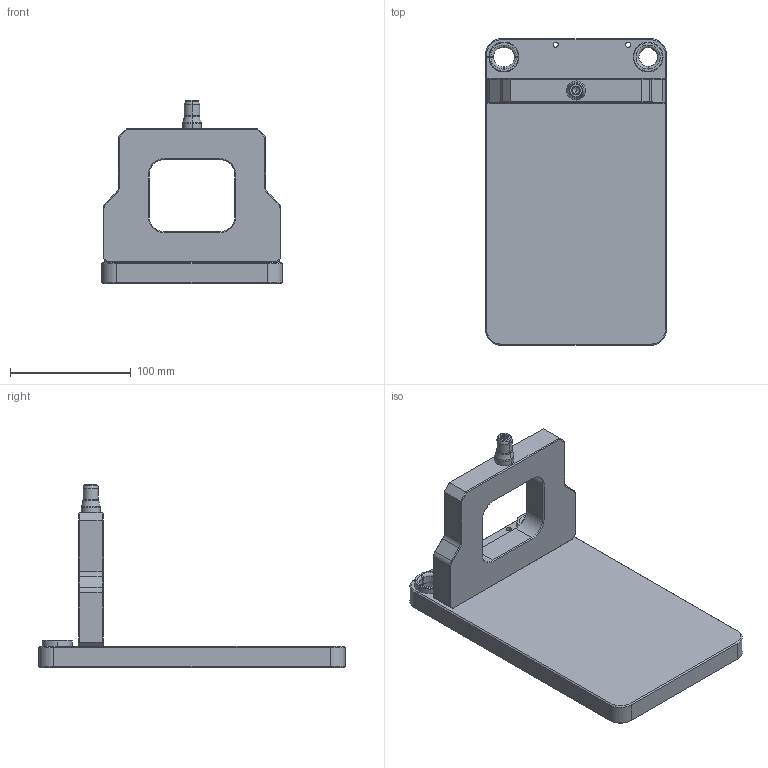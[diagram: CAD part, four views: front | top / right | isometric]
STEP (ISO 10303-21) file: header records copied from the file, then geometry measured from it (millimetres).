
FILE_DESCRIPTION (( 'STEP AP214' ), '1' );
FILE_NAME ('ATI-9120-TSM-HBB-9223.STEP', '2020-06-14T23:17:21', ( '' ), ( '' ), 'SwSTEP 2.0', 'SolidWorks 2019', '' );
FILE_SCHEMA (( 'AUTOMOTIVE_DESIGN' ));
Length unit declared in the file: inch
Products named in the file (1): ATI-9120-TSM-HBB-9223
Bounding box: 149.86 x 254 x 152.15 mm (x, y, z)
Volume: 882599.8 mm3; surface area: 127682 mm2
Topology: 1 solids, 1 shells, 296 faces, 703 edges, 432 vertices
Faces by surface type: plane 157, cylinder 78, cone 43, torus 18
Entity records: 8656 total; most frequent: CARTESIAN_POINT 1618, DIRECTION 1522, ORIENTED_EDGE 1402, EDGE_CURVE 701, AXIS2_PLACEMENT_3D 548, VERTEX_POINT 432, VECTOR 426, LINE 426
